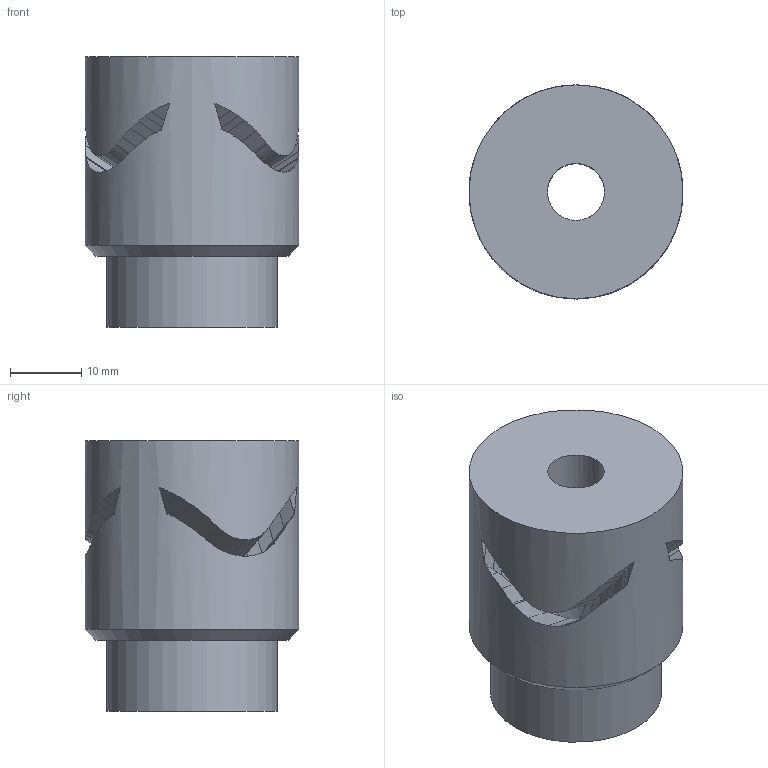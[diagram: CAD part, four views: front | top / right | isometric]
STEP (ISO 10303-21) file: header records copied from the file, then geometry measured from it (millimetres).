
FILE_DESCRIPTION(/* description */ (''),/* implementation_level */ '2;1');
FILE_NAME(/* name */ 'realistic headetr v7.step',/* time_stamp */ '2019-08-07T14:51:25+07:00',/* author */ (''),/* organization */ (''),/* preprocessor_version */ 'ST-DEVELOPER v18',/* originating_system */ 'Autodesk Translation Framework v8.2.0.1029',/* authorisation */ '');
FILE_SCHEMA (('AUTOMOTIVE_DESIGN { 1 0 10303 214 3 1 1 }'));
Length unit declared in the file: millimetre
Products named in the file (1): realistic headetr
Bounding box: 30 x 30 x 38 mm (x, y, z)
Volume: 20861.6 mm3; surface area: 7030 mm2
Topology: 1 solids, 1 shells, 166 faces, 494 edges, 329 vertices
Faces by surface type: plane 108, bspline 54, cylinder 3, cone 1
Full cylindrical faces by diameter (mm): 8 x1, 24 x1, 30 x1
Entity records: 6427 total; most frequent: CARTESIAN_POINT 2271, ORIENTED_EDGE 988, DIRECTION 670, EDGE_CURVE 494, VERTEX_POINT 329, LINE 270, VECTOR 270, AXIS2_PLACEMENT_3D 200
